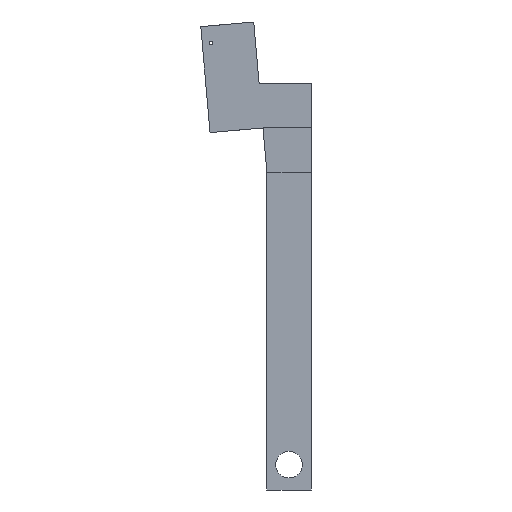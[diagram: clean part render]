
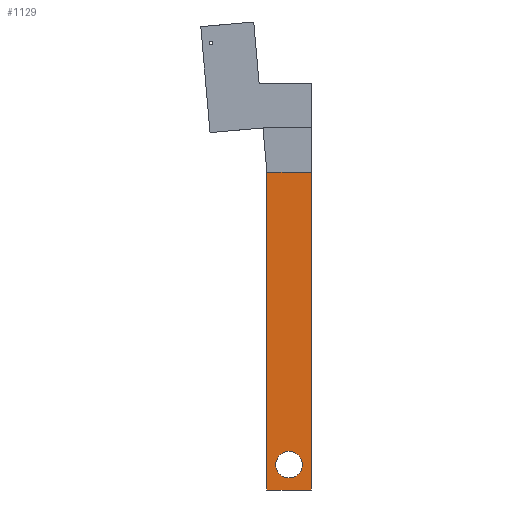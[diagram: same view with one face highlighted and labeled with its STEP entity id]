
A CAD part, left-side view. The second image highlights one B-rep face of the part: STEP entity #1129.
In plain terms, the highlighted planar face has unit normal (-1, 0, 0).
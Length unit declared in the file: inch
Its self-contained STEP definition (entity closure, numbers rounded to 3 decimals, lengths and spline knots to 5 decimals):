
#8 = CARTESIAN_POINT ( 'NONE',  ( 2.45, 0.125, -2.14986 ) ) ;
#17 = DIRECTION ( 'NONE',  ( 0., 0., 1. ) ) ;
#27 = CARTESIAN_POINT ( 'NONE',  ( 2.45, 0.25, -0.5 ) ) ;
#28 = FACE_OUTER_BOUND ( 'NONE', #57, .T. ) ;
#29 = CIRCLE ( 'NONE', #1143, 0.075 ) ;
#30 = ORIENTED_EDGE ( 'NONE', *, *, #559, .F. ) ;
#57 = EDGE_LOOP ( 'NONE', ( #1034, #741, #610, #1036 ) ) ;
#83 = EDGE_CURVE ( 'NONE', #1087, #1032, #29, .T. ) ;
#136 = DIRECTION ( 'NONE',  ( -1., 0., 0. ) ) ;
#146 = FACE_BOUND ( 'NONE', #222, .T. ) ;
#154 = AXIS2_PLACEMENT_3D ( 'NONE', #364, #1167, #581 ) ;
#189 = LINE ( 'NONE', #749, #522 ) ;
#209 = LINE ( 'NONE', #946, #619 ) ;
#222 = EDGE_LOOP ( 'NONE', ( #1386, #30 ) ) ;
#351 = PLANE ( 'NONE',  #154 ) ;
#364 = CARTESIAN_POINT ( 'NONE',  ( 2.45, 0.25, 0. ) ) ;
#433 = VERTEX_POINT ( 'NONE', #439 ) ;
#439 = CARTESIAN_POINT ( 'NONE',  ( 2.45, 0.25, -2.2929 ) ) ;
#491 = DIRECTION ( 'NONE',  ( 0., 0., -1. ) ) ;
#506 = LINE ( 'NONE', #1197, #1405 ) ;
#522 = VECTOR ( 'NONE', #1199, 39.37008 ) ;
#559 = EDGE_CURVE ( 'NONE', #1032, #1087, #1293, .T. ) ;
#563 = VECTOR ( 'NONE', #1072, 39.37008 ) ;
#581 = DIRECTION ( 'NONE',  ( 0., 0., 1. ) ) ;
#584 = EDGE_CURVE ( 'NONE', #433, #592, #209, .T. ) ;
#589 = CARTESIAN_POINT ( 'NONE',  ( 2.45, 0.125, -2.22486 ) ) ;
#592 = VERTEX_POINT ( 'NONE', #824 ) ;
#610 = ORIENTED_EDGE ( 'NONE', *, *, #1232, .T. ) ;
#619 = VECTOR ( 'NONE', #938, 39.37008 ) ;
#713 = DIRECTION ( 'NONE',  ( -1., 0., 0. ) ) ;
#722 = EDGE_CURVE ( 'NONE', #896, #822, #855, .T. ) ;
#741 = ORIENTED_EDGE ( 'NONE', *, *, #722, .F. ) ;
#749 = CARTESIAN_POINT ( 'NONE',  ( 2.45, 0.25, 0. ) ) ;
#751 = CARTESIAN_POINT ( 'NONE',  ( 2.45, 0., -0.5 ) ) ;
#822 = VERTEX_POINT ( 'NONE', #751 ) ;
#824 = CARTESIAN_POINT ( 'NONE',  ( 2.45, 0., -2.2929 ) ) ;
#855 = LINE ( 'NONE', #27, #563 ) ;
#896 = VERTEX_POINT ( 'NONE', #1011 ) ;
#938 = DIRECTION ( 'NONE',  ( 0., -1., 0. ) ) ;
#946 = CARTESIAN_POINT ( 'NONE',  ( 2.45, 0.25, -2.2929 ) ) ;
#1011 = CARTESIAN_POINT ( 'NONE',  ( 2.45, 0.25, -0.5 ) ) ;
#1022 = AXIS2_PLACEMENT_3D ( 'NONE', #8, #713, #1299 ) ;
#1032 = VERTEX_POINT ( 'NONE', #1373 ) ;
#1034 = ORIENTED_EDGE ( 'NONE', *, *, #1279, .F. ) ;
#1036 = ORIENTED_EDGE ( 'NONE', *, *, #584, .T. ) ;
#1072 = DIRECTION ( 'NONE',  ( 0., -1., 0. ) ) ;
#1087 = VERTEX_POINT ( 'NONE', #589 ) ;
#1129 = ADVANCED_FACE ( 'NONE', ( #146, #28 ), #351, .T. ) ;
#1143 = AXIS2_PLACEMENT_3D ( 'NONE', #1394, #136, #17 ) ;
#1167 = DIRECTION ( 'NONE',  ( -1., 0., 0. ) ) ;
#1197 = CARTESIAN_POINT ( 'NONE',  ( 2.45, 0., 0. ) ) ;
#1199 = DIRECTION ( 'NONE',  ( 0., 0., -1. ) ) ;
#1232 = EDGE_CURVE ( 'NONE', #896, #433, #189, .T. ) ;
#1279 = EDGE_CURVE ( 'NONE', #822, #592, #506, .T. ) ;
#1293 = CIRCLE ( 'NONE', #1022, 0.075 ) ;
#1299 = DIRECTION ( 'NONE',  ( 0., 0., 1. ) ) ;
#1373 = CARTESIAN_POINT ( 'NONE',  ( 2.45, 0.125, -2.07486 ) ) ;
#1386 = ORIENTED_EDGE ( 'NONE', *, *, #83, .F. ) ;
#1394 = CARTESIAN_POINT ( 'NONE',  ( 2.45, 0.125, -2.14986 ) ) ;
#1405 = VECTOR ( 'NONE', #491, 39.37008 ) ;
